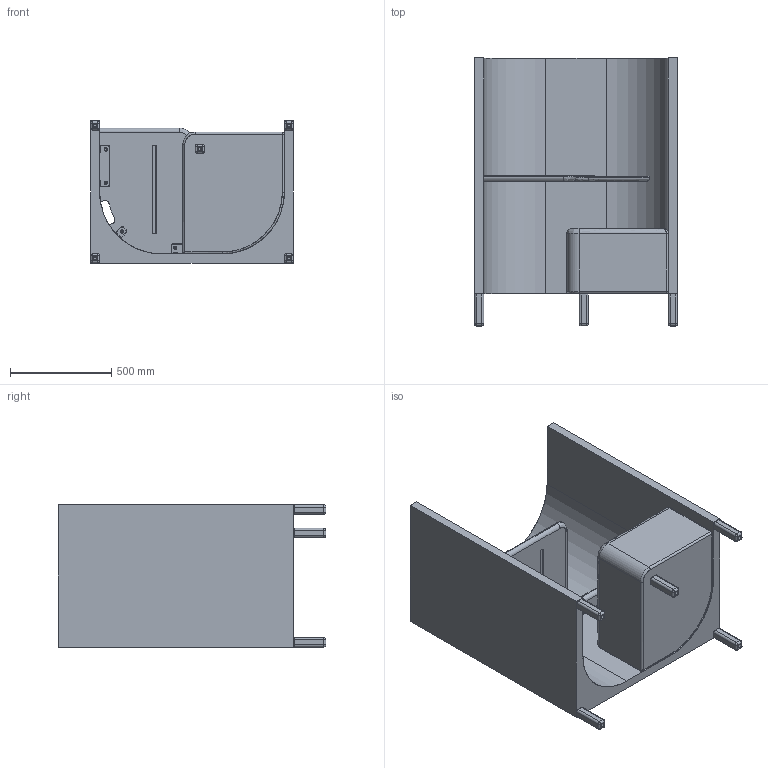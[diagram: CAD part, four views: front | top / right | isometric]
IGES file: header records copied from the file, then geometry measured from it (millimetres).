
Start section: SolidWorks IGES file using analytic representation for surfaces
Global section: file name: Arco-SideBySideWork-Compact_Table_Right-Dick_Spierenburg-3Dfile.IGS; native system: SolidWorks 2019; preprocessor: SolidWorks 2019; author: aCobanoglu; date: 200623.085021; units: millimetre
Bounding box: 1000 x 1320 x 700 mm (x, y, z)
Surface area: 7515067.2 mm2 (no closed solid volume)
Topology: 0 solids, 0 shells, 388 faces, 4856 edges, 4834 vertices
Faces by surface type: revolution 213, bspline 175
